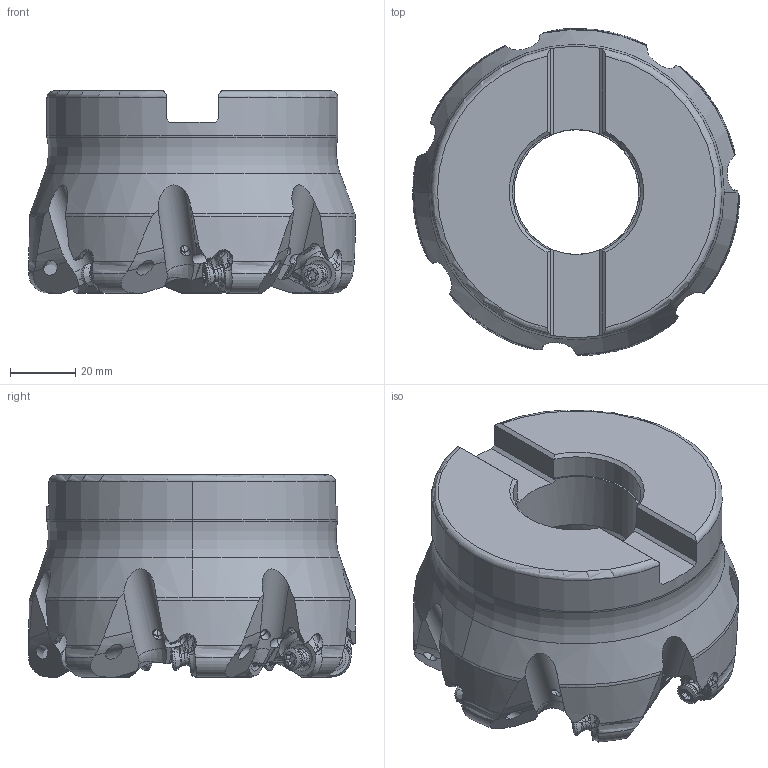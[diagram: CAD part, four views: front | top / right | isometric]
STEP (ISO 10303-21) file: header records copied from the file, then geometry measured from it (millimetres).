
FILE_DESCRIPTION(/* description */ (''),/* implementation_level */ '2;1');
FILE_NAME(/* name */ 'WWX400UR4_0007EA.stp',/* time_stamp */ '2020-04-21T17:34:07+09:00',/* author */ (''),/* organization */ (''),/* preprocessor_version */ 'ST-DEVELOPER v16',/* originating_system */ 'SIEMENS PLM Software NX 10.0',/* authorisation */ '');
FILE_SCHEMA (('AUTOMOTIVE_DESIGN { 1 0 10303 214 3 1 1 1 }'));
Products named in the file (1): WWX400UR4_0007EA_ASM
Bounding box: 99.74 x 99.87 x 61.71 mm (x, y, z)
Volume: 278468.6 mm3; surface area: 43053.6 mm2
Topology: 8 solids, 8 shells, 898 faces, 2613 edges, 1685 vertices
Faces by surface type: cylinder 327, plane 195, bspline 126, sphere 98, torus 63, cone 54, extrusion 35
Entity records: 65136 total; most frequent: CARTESIAN_POINT 43003, ORIENTED_EDGE 5114, DIRECTION 3990, EDGE_CURVE 2557, AXIS2_PLACEMENT_3D 1703, VERTEX_POINT 1675, B_SPLINE_CURVE_WITH_KNOTS 1113, EDGE_LOOP 928
